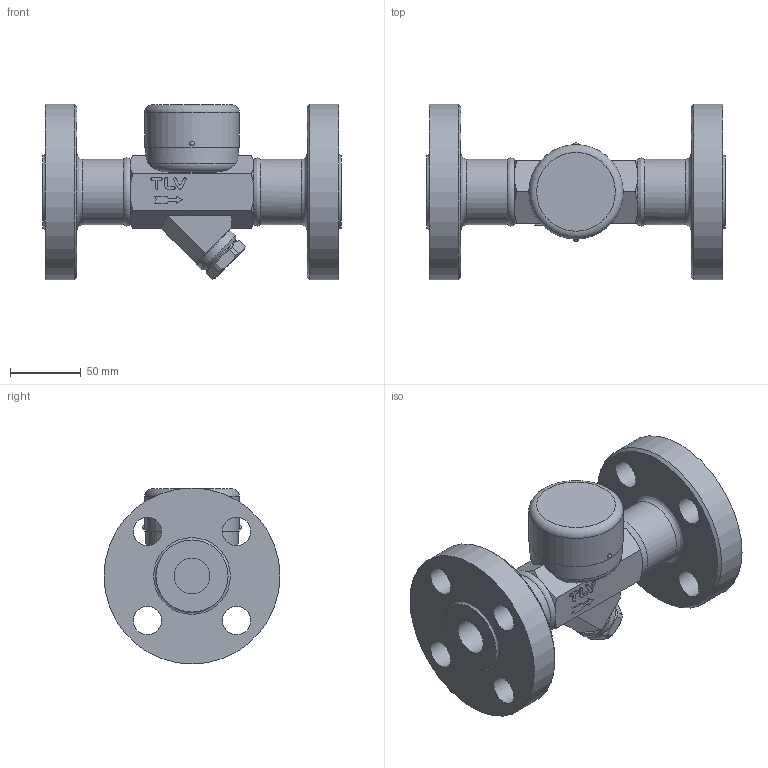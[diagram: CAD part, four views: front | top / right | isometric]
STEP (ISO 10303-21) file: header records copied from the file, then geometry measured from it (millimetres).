
FILE_DESCRIPTION((''),'2;1');
FILE_NAME('a46sw-025-a0600-00.stp','2010-06-10T16:40:06',('nakaot'),(''),'Autodesk Inventor 2008','Autodesk Inventor 2008','');
FILE_SCHEMA(('AUTOMOTIVE_DESIGN { 1 0 10303 214 1 1 1 1 }'));
Length unit declared in the file: millimetre
Products named in the file (1): a46sw-025-a0600-00
Bounding box: 210 x 124 x 124 mm (x, y, z)
Volume: 916794.2 mm3; surface area: 111228.2 mm2
Topology: 1 solids, 1 shells, 145 faces, 366 edges, 234 vertices
Faces by surface type: plane 64, bspline 30, cylinder 26, cone 20, torus 4, sphere 1
Full cylindrical faces by diameter (mm): 20 x4, 25 x1, 29 x1, 34 x1, 46 x1, 65 x1, 66.5 x1, 124 x1
Entity records: 4833 total; most frequent: CARTESIAN_POINT 1709, ORIENTED_EDGE 638, DIRECTION 605, EDGE_CURVE 319, AXIS2_PLACEMENT_3D 234, VERTEX_POINT 221, EDGE_LOOP 206, FACE_OUTER_BOUND 145
